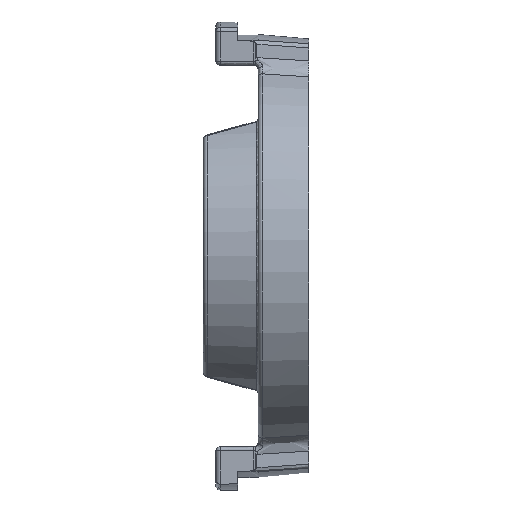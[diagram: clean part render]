
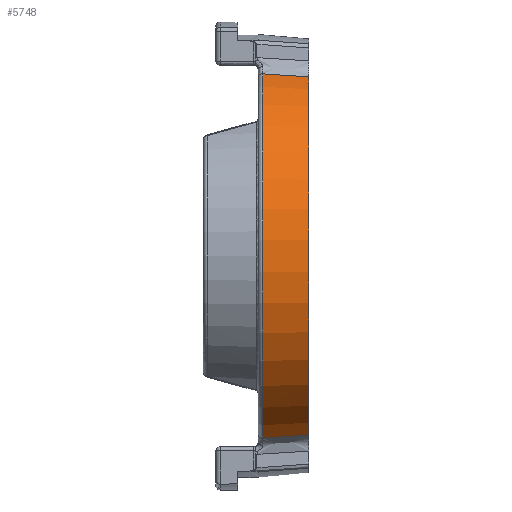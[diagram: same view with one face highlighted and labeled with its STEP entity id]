
A CAD part, left-side view. The second image highlights one B-rep face of the part: STEP entity #5748.
In plain terms, the highlighted conical face has half-angle 5 degrees and reference radius 71.12 mm.
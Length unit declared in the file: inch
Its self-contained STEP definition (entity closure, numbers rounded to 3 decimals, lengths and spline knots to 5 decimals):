
#287 = CARTESIAN_POINT ( 'NONE',  ( -0.95091, 0.68205, 2.69694 ) ) ;
#1328 = VERTEX_POINT ( 'NONE', #23320 ) ;
#2485 = EDGE_CURVE ( 'NONE', #12709, #1328, #28454, .T. ) ;
#2544 = CARTESIAN_POINT ( 'NONE',  ( -0.89449, 0., 2.65328 ) ) ;
#3215 = DIRECTION ( 'NONE',  ( 0., -1., 0. ) ) ;
#3615 = CARTESIAN_POINT ( 'NONE',  ( -0.95091, 0.68205, -2.69694 ) ) ;
#4592 = DIRECTION ( 'NONE',  ( 0., 1., 0. ) ) ;
#5748 = ADVANCED_FACE ( 'NONE', ( #17750 ), #23471, .T. ) ;
#5877 = AXIS2_PLACEMENT_3D ( 'NONE', #19194, #4592, #21660 ) ;
#7784 = DIRECTION ( 'NONE',  ( 0., 0., 1. ) ) ;
#7899 = AXIS2_PLACEMENT_3D ( 'NONE', #17860, #3215, #20297 ) ;
#8538 = CARTESIAN_POINT ( 'NONE',  ( -0.9245, 0.36303, -2.6766 ) ) ;
#10132 = CARTESIAN_POINT ( 'NONE',  ( 0., 0., 0. ) ) ;
#11415 = CARTESIAN_POINT ( 'NONE',  ( -0.90449, 0.12101, -2.66108 ) ) ;
#12295 = ORIENTED_EDGE ( 'NONE', *, *, #13738, .T. ) ;
#12485 = CARTESIAN_POINT ( 'NONE',  ( -0.9245, 0.36303, 2.6766 ) ) ;
#12647 = B_SPLINE_CURVE_WITH_KNOTS ( 'NONE', 3,
 ( #2544, #22086, #27064, #12485, #29515, #14934, #287 ),
 .UNSPECIFIED., .F., .F.,
 ( 4, 3, 4 ),
 ( 0., 0.00927, 0.01742 ),
 .UNSPECIFIED. ) ;
#12709 = VERTEX_POINT ( 'NONE', #27698 ) ;
#13738 = EDGE_CURVE ( 'NONE', #26366, #12709, #18998, .T. ) ;
#14934 = CARTESIAN_POINT ( 'NONE',  ( -0.9421, 0.57571, 2.69018 ) ) ;
#16200 = ORIENTED_EDGE ( 'NONE', *, *, #22030, .T. ) ;
#17409 = CARTESIAN_POINT ( 'NONE',  ( -0.89449, 0., 2.65328 ) ) ;
#17667 = ORIENTED_EDGE ( 'NONE', *, *, #2485, .T. ) ;
#17750 = FACE_OUTER_BOUND ( 'NONE', #17943, .T. ) ;
#17860 = CARTESIAN_POINT ( 'NONE',  ( 0., 0.68205, 0. ) ) ;
#17943 = EDGE_LOOP ( 'NONE', ( #26754, #12295, #17667, #16200 ) ) ;
#18998 = CIRCLE ( 'NONE', #7899, 2.85967 ) ;
#19194 = CARTESIAN_POINT ( 'NONE',  ( 0., 0., 0. ) ) ;
#20297 = DIRECTION ( 'NONE',  ( 0., 0., 1. ) ) ;
#20688 = CARTESIAN_POINT ( 'NONE',  ( -0.9421, 0.57571, -2.69018 ) ) ;
#21660 = DIRECTION ( 'NONE',  ( 0., 0., 1. ) ) ;
#22030 = EDGE_CURVE ( 'NONE', #1328, #25164, #28686, .T. ) ;
#22086 = CARTESIAN_POINT ( 'NONE',  ( -0.90449, 0.12101, 2.66108 ) ) ;
#23131 = CARTESIAN_POINT ( 'NONE',  ( -0.9333, 0.46937, -2.6834 ) ) ;
#23320 = CARTESIAN_POINT ( 'NONE',  ( -0.89449, 0., -2.65328 ) ) ;
#23471 = CONICAL_SURFACE ( 'NONE', #30349, 2.8, 0.087 ) ;
#24837 = DIRECTION ( 'NONE',  ( 0., 1., 0. ) ) ;
#25164 = VERTEX_POINT ( 'NONE', #17409 ) ;
#25591 = CARTESIAN_POINT ( 'NONE',  ( -0.91449, 0.24202, -2.66885 ) ) ;
#26366 = VERTEX_POINT ( 'NONE', #31042 ) ;
#26559 = EDGE_CURVE ( 'NONE', #25164, #26366, #12647, .T. ) ;
#26754 = ORIENTED_EDGE ( 'NONE', *, *, #26559, .T. ) ;
#27064 = CARTESIAN_POINT ( 'NONE',  ( -0.91449, 0.24202, 2.66885 ) ) ;
#27698 = CARTESIAN_POINT ( 'NONE',  ( -0.95091, 0.68205, -2.69694 ) ) ;
#28451 = CARTESIAN_POINT ( 'NONE',  ( -0.89449, 0., -2.65328 ) ) ;
#28454 = B_SPLINE_CURVE_WITH_KNOTS ( 'NONE', 3,
 ( #3615, #20688, #23131, #8538, #25591, #11415, #28451 ),
 .UNSPECIFIED., .F., .F.,
 ( 4, 3, 4 ),
 ( 0.00174, 0.00988, 0.01915 ),
 .UNSPECIFIED. ) ;
#28686 = CIRCLE ( 'NONE', #5877, 2.8 ) ;
#29515 = CARTESIAN_POINT ( 'NONE',  ( -0.9333, 0.46937, 2.6834 ) ) ;
#30349 = AXIS2_PLACEMENT_3D ( 'NONE', #10132, #24837, #7784 ) ;
#31042 = CARTESIAN_POINT ( 'NONE',  ( -0.95091, 0.68205, 2.69694 ) ) ;
